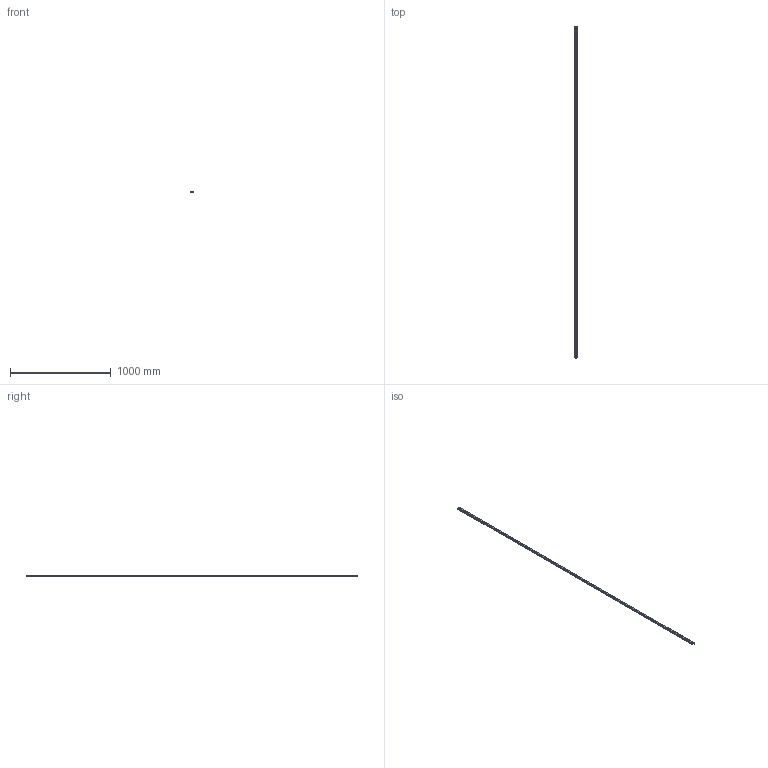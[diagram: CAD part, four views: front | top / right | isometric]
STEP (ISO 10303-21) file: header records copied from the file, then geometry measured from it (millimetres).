
FILE_DESCRIPTION(('STEP AP214'),'1');
FILE_NAME('cctmp_C5427A6D-FD2C-4F2B-8279-5AAB4181FFC1_2021_01_22_13_35_23_0426..stp','2021-01-22T12:35:23',('HIWIN GmbH'),('CADClick - www.CADClick.com'),'Spatial InterOp 3D',' ','unknown authorization');
FILE_SCHEMA(('AUTOMOTIVE_DESIGN'));
Length unit declared in the file: millimetre
Products named in the file (1): HGR20T3300C_FILE
Bounding box: 20 x 3300 x 17.5 mm (x, y, z)
Volume: 974661.3 mm3; surface area: 262946.5 mm2
Topology: 1 solids, 1 shells, 327 faces, 853 edges, 477 vertices
Faces by surface type: cylinder 132, cone 110, plane 85
Entity records: 11801 total; most frequent: DIRECTION 1663, CARTESIAN_POINT 1548, ORIENTED_EDGE 1486, EDGE_CURVE 743, AXIS2_PLACEMENT_3D 592, LINE 479, VECTOR 479, VERTEX_POINT 477
